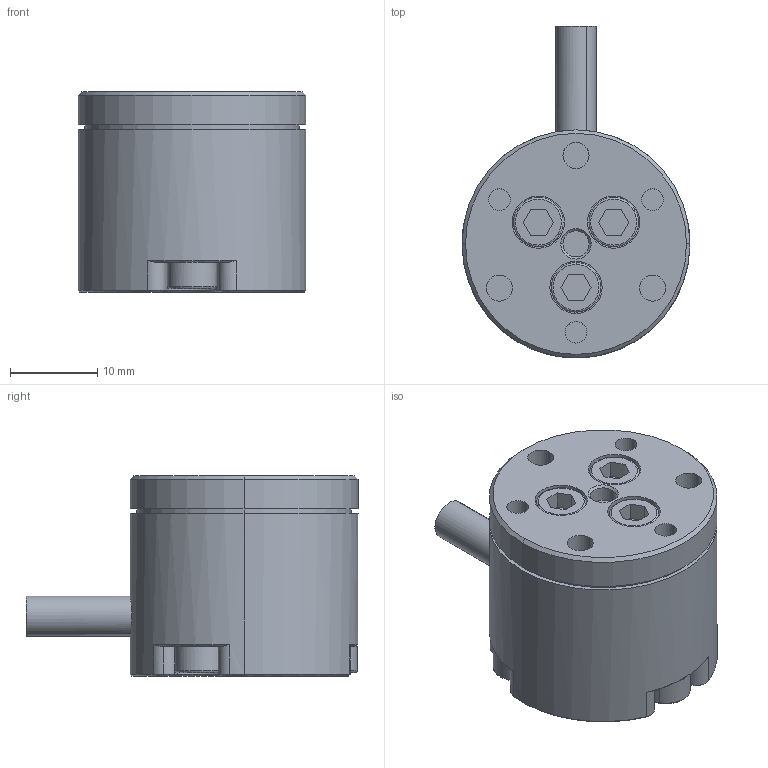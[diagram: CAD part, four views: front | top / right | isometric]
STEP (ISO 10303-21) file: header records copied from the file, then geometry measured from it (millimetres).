
FILE_DESCRIPTION (( 'STEP AP203' ), '1' );
FILE_NAME ('HPS-FT025.STEP', '2021-01-08T12:10:11', ( 'Windows 蚚誧' ), ( 'Microsoft' ), 'SwSTEP 2.0', 'SolidWorks 2020', '' );
FILE_SCHEMA (( 'CONFIG_CONTROL_DESIGN' ));
Length unit declared in the file: millimetre
Products named in the file (1): HPS-FT025
Bounding box: 26.2 x 38.15 x 23 mm (x, y, z)
Volume: 11985.9 mm3; surface area: 4501.6 mm2
Topology: 1 solids, 9 shells, 242 faces, 550 edges, 352 vertices
Faces by surface type: plane 107, cylinder 99, cone 24, torus 12
Entity records: 7014 total; most frequent: DIRECTION 1303, CARTESIAN_POINT 1233, ORIENTED_EDGE 1100, EDGE_CURVE 550, AXIS2_PLACEMENT_3D 518, VERTEX_POINT 352, EDGE_LOOP 280, CIRCLE 275
